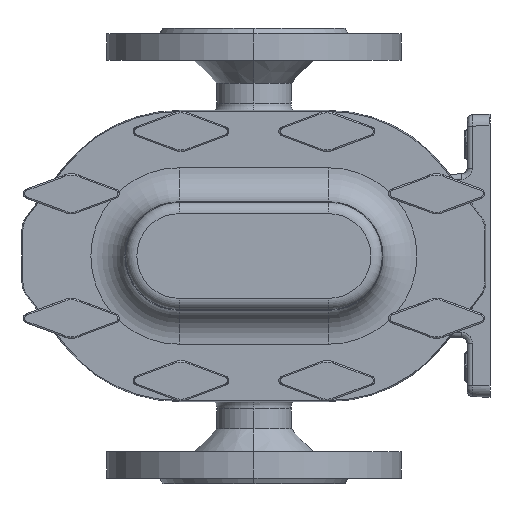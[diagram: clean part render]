
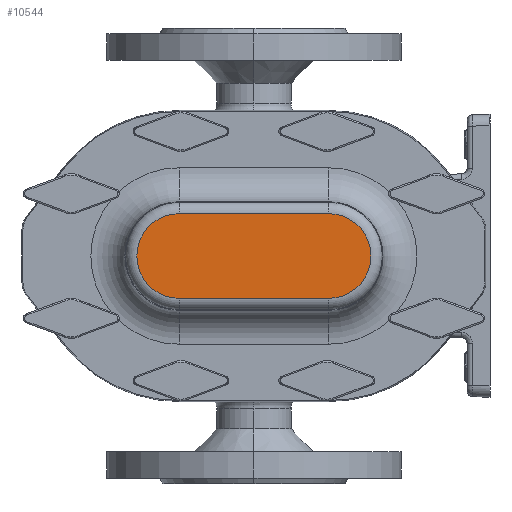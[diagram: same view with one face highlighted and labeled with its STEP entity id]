
A CAD part, left-side view. The second image highlights one B-rep face of the part: STEP entity #10544.
In plain terms, the highlighted face is planar.
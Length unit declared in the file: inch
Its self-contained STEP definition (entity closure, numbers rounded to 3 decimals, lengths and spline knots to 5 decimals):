
#433 = CIRCLE ( 'NONE', #21500, 0.93358 ) ;
#614 = PLANE ( 'NONE',  #7187 ) ;
#857 = CARTESIAN_POINT ( 'NONE',  ( -0.93358, 0., 2.02 ) ) ;
#891 = ORIENTED_EDGE ( 'NONE', *, *, #41943, .T. ) ;
#1479 = LINE ( 'NONE', #23541, #33377 ) ;
#2033 = VERTEX_POINT ( 'NONE', #6345 ) ;
#2856 = EDGE_CURVE ( 'NONE', #31393, #38734, #1479, .T. ) ;
#3974 = CARTESIAN_POINT ( 'NONE',  ( 0.93358, -3.3, 2.02 ) ) ;
#4238 = DIRECTION ( 'NONE',  ( 1., 0., 0. ) ) ;
#5073 = DIRECTION ( 'NONE',  ( 0., 0., 1. ) ) ;
#6345 = CARTESIAN_POINT ( 'NONE',  ( -0.93358, -3.3, 2.02 ) ) ;
#7187 = AXIS2_PLACEMENT_3D ( 'NONE', #20120, #35806, #7215 ) ;
#7215 = DIRECTION ( 'NONE',  ( 1., 0., 0. ) ) ;
#9311 = CARTESIAN_POINT ( 'NONE',  ( 0.93358, 0., 2.02 ) ) ;
#10544 = ADVANCED_FACE ( 'NONE', ( #23293 ), #614, .T. ) ;
#19430 = ORIENTED_EDGE ( 'NONE', *, *, #38995, .T. ) ;
#20120 = CARTESIAN_POINT ( 'NONE',  ( 0., 0., 2.02 ) ) ;
#20970 = DIRECTION ( 'NONE',  ( 0., 1., 0. ) ) ;
#21500 = AXIS2_PLACEMENT_3D ( 'NONE', #37503, #5073, #36873 ) ;
#22159 = AXIS2_PLACEMENT_3D ( 'NONE', #30924, #30491, #4238 ) ;
#23293 = FACE_OUTER_BOUND ( 'NONE', #24277, .T. ) ;
#23541 = CARTESIAN_POINT ( 'NONE',  ( 0.93358, 0., 2.02 ) ) ;
#24277 = EDGE_LOOP ( 'NONE', ( #891, #32910, #29555, #19430 ) ) ;
#26877 = CIRCLE ( 'NONE', #22159, 0.93358 ) ;
#28503 = CARTESIAN_POINT ( 'NONE',  ( -0.93358, -3.3, 2.02 ) ) ;
#28932 = LINE ( 'NONE', #28503, #32905 ) ;
#29129 = DIRECTION ( 'NONE',  ( 0., -1., 0. ) ) ;
#29555 = ORIENTED_EDGE ( 'NONE', *, *, #41089, .T. ) ;
#30491 = DIRECTION ( 'NONE',  ( 0., 0., 1. ) ) ;
#30924 = CARTESIAN_POINT ( 'NONE',  ( 0., 0., 2.02 ) ) ;
#31393 = VERTEX_POINT ( 'NONE', #3974 ) ;
#32905 = VECTOR ( 'NONE', #29129, 39.37008 ) ;
#32910 = ORIENTED_EDGE ( 'NONE', *, *, #2856, .T. ) ;
#33377 = VECTOR ( 'NONE', #20970, 39.37008 ) ;
#34212 = VERTEX_POINT ( 'NONE', #857 ) ;
#35806 = DIRECTION ( 'NONE',  ( 0., 0., 1. ) ) ;
#36873 = DIRECTION ( 'NONE',  ( 1., 0., 0. ) ) ;
#37503 = CARTESIAN_POINT ( 'NONE',  ( 0., -3.3, 2.02 ) ) ;
#38734 = VERTEX_POINT ( 'NONE', #9311 ) ;
#38995 = EDGE_CURVE ( 'NONE', #34212, #2033, #28932, .T. ) ;
#41089 = EDGE_CURVE ( 'NONE', #38734, #34212, #26877, .T. ) ;
#41943 = EDGE_CURVE ( 'NONE', #2033, #31393, #433, .T. ) ;
